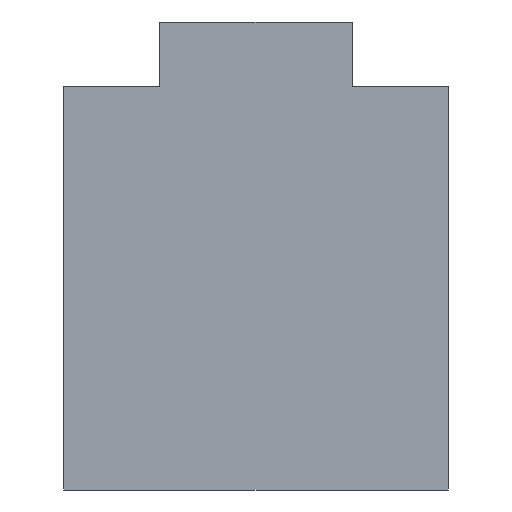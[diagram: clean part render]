
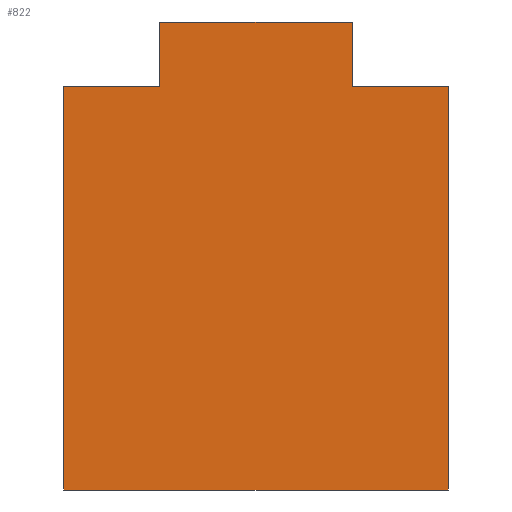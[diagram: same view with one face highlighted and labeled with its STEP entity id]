
A CAD part, front view. The second image highlights one B-rep face of the part: STEP entity #822.
In plain terms, the highlighted planar face has unit normal (0, -1, 0).
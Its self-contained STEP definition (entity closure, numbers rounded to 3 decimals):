
#30 = LINE ( 'NONE', #216, #45 ) ;
#45 = VECTOR ( 'NONE', #476, 1000. ) ;
#52 = ORIENTED_EDGE ( 'NONE', *, *, #124, .T. ) ;
#67 = EDGE_CURVE ( 'NONE', #689, #509, #794, .T. ) ;
#68 = CARTESIAN_POINT ( 'NONE',  ( 0.75, 0., 1.35 ) ) ;
#75 = VERTEX_POINT ( 'NONE', #462 ) ;
#76 = DIRECTION ( 'NONE',  ( 0., 0., 1. ) ) ;
#96 = LINE ( 'NONE', #694, #717 ) ;
#111 = VECTOR ( 'NONE', #76, 1000. ) ;
#114 = EDGE_CURVE ( 'NONE', #509, #405, #665, .T. ) ;
#115 = LINE ( 'NONE', #576, #455 ) ;
#124 = EDGE_CURVE ( 'NONE', #405, #477, #782, .T. ) ;
#126 = ORIENTED_EDGE ( 'NONE', *, *, #593, .T. ) ;
#173 = EDGE_CURVE ( 'NONE', #75, #417, #30, .T. ) ;
#192 = AXIS2_PLACEMENT_3D ( 'NONE', #243, #375, #777 ) ;
#201 = CARTESIAN_POINT ( 'NONE',  ( 1.5, 0., -1.8 ) ) ;
#207 = LINE ( 'NONE', #668, #744 ) ;
#210 = CARTESIAN_POINT ( 'NONE',  ( -0.75, 0., 1.85 ) ) ;
#216 = CARTESIAN_POINT ( 'NONE',  ( -1.5, 0., 1.35 ) ) ;
#235 = DIRECTION ( 'NONE',  ( -1., 0., 0. ) ) ;
#243 = CARTESIAN_POINT ( 'NONE',  ( 0., 0., 0. ) ) ;
#261 = DIRECTION ( 'NONE',  ( 1., 0., 0. ) ) ;
#275 = CARTESIAN_POINT ( 'NONE',  ( 1.5, 0., 1.35 ) ) ;
#280 = VECTOR ( 'NONE', #723, 1000. ) ;
#316 = VECTOR ( 'NONE', #493, 1000. ) ;
#358 = LINE ( 'NONE', #826, #316 ) ;
#363 = VECTOR ( 'NONE', #261, 1000. ) ;
#375 = DIRECTION ( 'NONE',  ( 0., 1., 0. ) ) ;
#392 = VERTEX_POINT ( 'NONE', #210 ) ;
#394 = ORIENTED_EDGE ( 'NONE', *, *, #814, .T. ) ;
#405 = VERTEX_POINT ( 'NONE', #275 ) ;
#417 = VERTEX_POINT ( 'NONE', #492 ) ;
#420 = EDGE_LOOP ( 'NONE', ( #446, #394, #850, #448, #52, #126, #656, #824 ) ) ;
#421 = EDGE_CURVE ( 'NONE', #513, #392, #96, .T. ) ;
#446 = ORIENTED_EDGE ( 'NONE', *, *, #173, .T. ) ;
#448 = ORIENTED_EDGE ( 'NONE', *, *, #114, .T. ) ;
#455 = VECTOR ( 'NONE', #699, 1000. ) ;
#462 = CARTESIAN_POINT ( 'NONE',  ( -0.75, 0., 1.35 ) ) ;
#476 = DIRECTION ( 'NONE',  ( -1., 0., 0. ) ) ;
#477 = VERTEX_POINT ( 'NONE', #685 ) ;
#492 = CARTESIAN_POINT ( 'NONE',  ( -1.5, 0., 1.35 ) ) ;
#493 = DIRECTION ( 'NONE',  ( 0., 0., -1. ) ) ;
#509 = VERTEX_POINT ( 'NONE', #742 ) ;
#510 = FACE_OUTER_BOUND ( 'NONE', #420, .T. ) ;
#513 = VERTEX_POINT ( 'NONE', #681 ) ;
#576 = CARTESIAN_POINT ( 'NONE',  ( -1.5, 0., -1.8 ) ) ;
#593 = EDGE_CURVE ( 'NONE', #477, #513, #207, .T. ) ;
#656 = ORIENTED_EDGE ( 'NONE', *, *, #421, .T. ) ;
#661 = CARTESIAN_POINT ( 'NONE',  ( 1.5, 0., 1.35 ) ) ;
#665 = LINE ( 'NONE', #661, #111 ) ;
#668 = CARTESIAN_POINT ( 'NONE',  ( 0.75, 0., 1.85 ) ) ;
#681 = CARTESIAN_POINT ( 'NONE',  ( 0.75, 0., 1.85 ) ) ;
#685 = CARTESIAN_POINT ( 'NONE',  ( 0.75, 0., 1.35 ) ) ;
#689 = VERTEX_POINT ( 'NONE', #809 ) ;
#694 = CARTESIAN_POINT ( 'NONE',  ( -0.75, 0., 1.85 ) ) ;
#699 = DIRECTION ( 'NONE',  ( 0., 0., -1. ) ) ;
#717 = VECTOR ( 'NONE', #235, 1000. ) ;
#723 = DIRECTION ( 'NONE',  ( -1., 0., 0. ) ) ;
#742 = CARTESIAN_POINT ( 'NONE',  ( 1.5, 0., -1.8 ) ) ;
#744 = VECTOR ( 'NONE', #796, 1000. ) ;
#775 = EDGE_CURVE ( 'NONE', #392, #75, #358, .T. ) ;
#777 = DIRECTION ( 'NONE',  ( 0., 0., 1. ) ) ;
#782 = LINE ( 'NONE', #68, #280 ) ;
#794 = LINE ( 'NONE', #201, #363 ) ;
#796 = DIRECTION ( 'NONE',  ( 0., 0., 1. ) ) ;
#809 = CARTESIAN_POINT ( 'NONE',  ( -1.5, 0., -1.8 ) ) ;
#814 = EDGE_CURVE ( 'NONE', #417, #689, #115, .T. ) ;
#822 = ADVANCED_FACE ( 'NONE', ( #510 ), #843, .F. ) ;
#824 = ORIENTED_EDGE ( 'NONE', *, *, #775, .T. ) ;
#826 = CARTESIAN_POINT ( 'NONE',  ( -0.75, 0., 1.35 ) ) ;
#843 = PLANE ( 'NONE',  #192 ) ;
#850 = ORIENTED_EDGE ( 'NONE', *, *, #67, .T. ) ;
